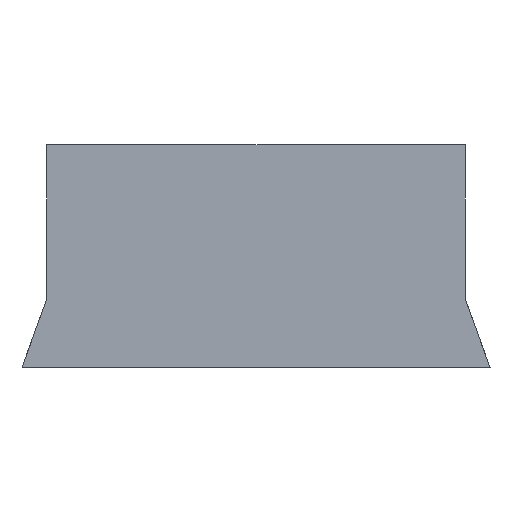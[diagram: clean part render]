
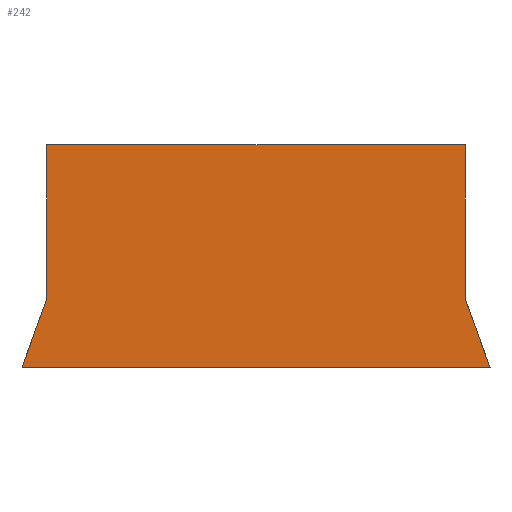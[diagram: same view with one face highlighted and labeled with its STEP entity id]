
A CAD part, left-side view. The second image highlights one B-rep face of the part: STEP entity #242.
In plain terms, the highlighted planar face has unit normal (-1, 0, 0).
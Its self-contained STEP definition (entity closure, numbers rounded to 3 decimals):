
#34=FACE_OUTER_BOUND('',#44,.T.);
#44=EDGE_LOOP('',(#193,#194,#195,#196,#197,#198));
#49=LINE('',#357,#73);
#56=LINE('',#394,#80);
#63=LINE('',#405,#87);
#65=LINE('',#410,#89);
#66=LINE('',#411,#90);
#67=LINE('',#412,#91);
#73=VECTOR('',#287,10.);
#80=VECTOR('',#324,10.);
#87=VECTOR('',#333,10.);
#89=VECTOR('',#337,10.);
#90=VECTOR('',#338,10.);
#91=VECTOR('',#339,10.);
#97=VERTEX_POINT('',#355);
#98=VERTEX_POINT('',#356);
#113=VERTEX_POINT('',#392);
#116=VERTEX_POINT('',#404);
#117=VERTEX_POINT('',#408);
#118=VERTEX_POINT('',#409);
#121=EDGE_CURVE('',#97,#98,#49,.T.);
#140=EDGE_CURVE('',#113,#97,#56,.T.);
#147=EDGE_CURVE('',#98,#116,#63,.T.);
#149=EDGE_CURVE('',#117,#118,#65,.T.);
#150=EDGE_CURVE('',#116,#117,#66,.T.);
#151=EDGE_CURVE('',#118,#113,#67,.T.);
#193=ORIENTED_EDGE('',*,*,#149,.F.);
#194=ORIENTED_EDGE('',*,*,#150,.F.);
#195=ORIENTED_EDGE('',*,*,#147,.F.);
#196=ORIENTED_EDGE('',*,*,#121,.F.);
#197=ORIENTED_EDGE('',*,*,#140,.F.);
#198=ORIENTED_EDGE('',*,*,#151,.F.);
#232=PLANE('',#278);
#242=ADVANCED_FACE('',(#34),#232,.F.);
#278=AXIS2_PLACEMENT_3D('',#407,#335,#336);
#287=DIRECTION('',(0.,-1.,0.));
#324=DIRECTION('',(0.,0.,1.));
#333=DIRECTION('',(0.,0.,-1.));
#335=DIRECTION('center_axis',(1.,0.,0.));
#336=DIRECTION('ref_axis',(0.,0.,-1.));
#337=DIRECTION('',(0.,1.,0.));
#338=DIRECTION('',(0.,-0.342,-0.94));
#339=DIRECTION('',(0.,-0.342,0.94));
#355=CARTESIAN_POINT('',(395.,25.816,14.));
#356=CARTESIAN_POINT('',(395.,4.184,14.));
#357=CARTESIAN_POINT('',(395.,9.592,14.));
#392=CARTESIAN_POINT('',(395.,25.816,6.));
#394=CARTESIAN_POINT('',(395.,25.816,7.6));
#404=CARTESIAN_POINT('',(395.,4.184,6.));
#405=CARTESIAN_POINT('',(395.,4.184,5.125));
#407=CARTESIAN_POINT('Origin',(395.,15.,4.25));
#408=CARTESIAN_POINT('',(395.,2.91,2.5));
#409=CARTESIAN_POINT('',(395.,27.09,2.5));
#410=CARTESIAN_POINT('',(395.,21.045,2.5));
#411=CARTESIAN_POINT('',(395.,3.898,5.215));
#412=CARTESIAN_POINT('',(395.,25.465,6.965));
